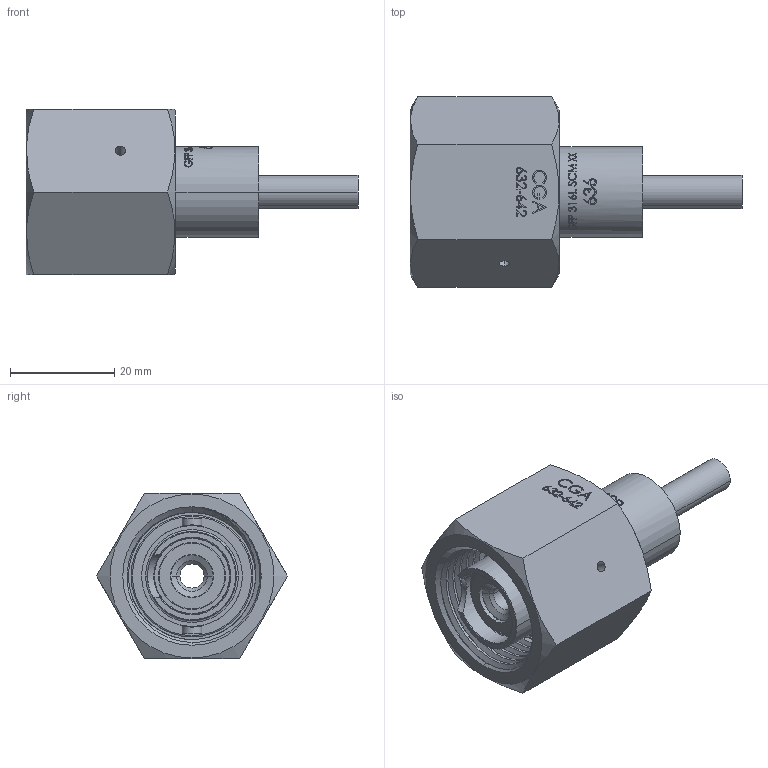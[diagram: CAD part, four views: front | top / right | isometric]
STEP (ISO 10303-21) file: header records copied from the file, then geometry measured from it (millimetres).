
FILE_DESCRIPTION (( 'STEP AP203' ), '1' );
FILE_NAME ('INL-636SS-4TS.STEP', '2025-03-25T11:24:05', ( '' ), ( '' ), 'SwSTEP 2.0', 'SolidWorks 2018', '' );
FILE_SCHEMA (( 'CONFIG_CONTROL_DESIGN' ));
Length unit declared in the file: inch
Products named in the file (3): PRT-000018; INL-636SS-4TS; PRT-000988
Assembly tree (2 placements, depth 2):
  INL-636SS-4TS
    PRT-000018
    PRT-000988
Bounding box: 63.8 x 36.66 x 31.75 mm (x, y, z)
Volume: 23283.6 mm3; surface area: 11827.4 mm2
Topology: 2 solids, 2 shells, 261 faces, 975 edges, 759 vertices
Faces by surface type: plane 92, cylinder 68, bspline 67, torus 18, cone 16
Entity records: 20798 total; most frequent: CARTESIAN_POINT 12999, ORIENTED_EDGE 1950, DIRECTION 1022, EDGE_CURVE 975, VERTEX_POINT 759, B_SPLINE_CURVE_WITH_KNOTS 499, AXIS2_PLACEMENT_3D 347, LINE 328
